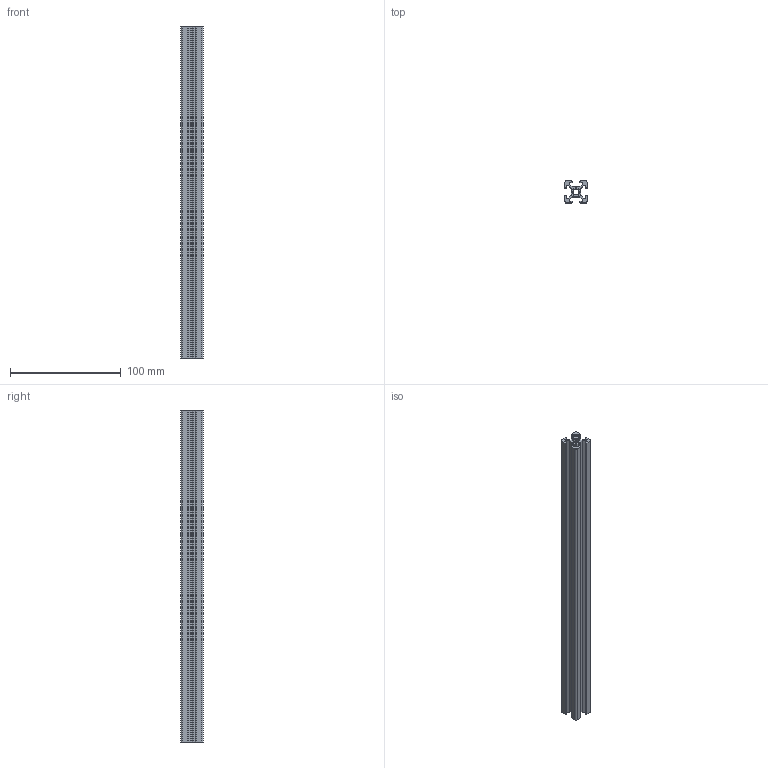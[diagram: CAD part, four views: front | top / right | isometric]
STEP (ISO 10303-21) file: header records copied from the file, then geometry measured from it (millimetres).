
FILE_DESCRIPTION(('FreeCAD Model'),'2;1');
FILE_NAME( 'extrusion-p20n6b-300.step', '2014-10-28T04:10:17',('FreeCAD'),('FreeCAD'), 'Open CASCADE STEP processor 6.5','FreeCAD','Unknown');
FILE_SCHEMA(('AUTOMOTIVE_DESIGN_CC2 { 1 2 10303 214 -1 1 5 4 }'));
Length unit declared in the file: millimetre
Products named in the file (1): extrusion-p20n6b-300
Bounding box: 20 x 20 x 300 mm (x, y, z)
Volume: 48611.8 mm3; surface area: 52854.1 mm2
Topology: 1 solids, 1 shells, 154 faces, 456 edges, 304 vertices
Faces by surface type: plane 82, cylinder 72
Entity records: 11137 total; most frequent: CARTESIAN_POINT 1827, DIRECTION 1822, LINE 1080, VECTOR 1080, ORIENTED_EDGE 912, PCURVE 912, DEFINITIONAL_REPRESENTATION 912, EDGE_CURVE 456
